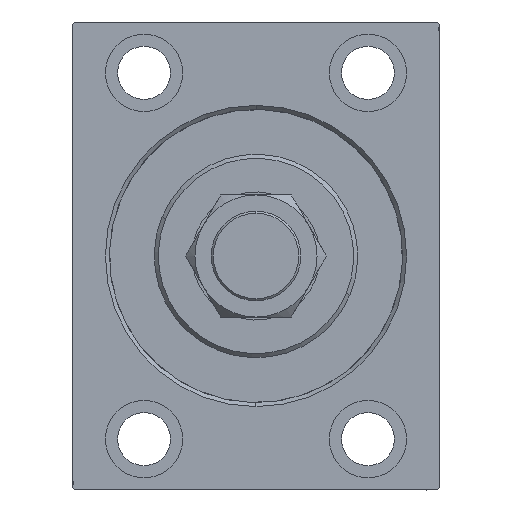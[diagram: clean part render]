
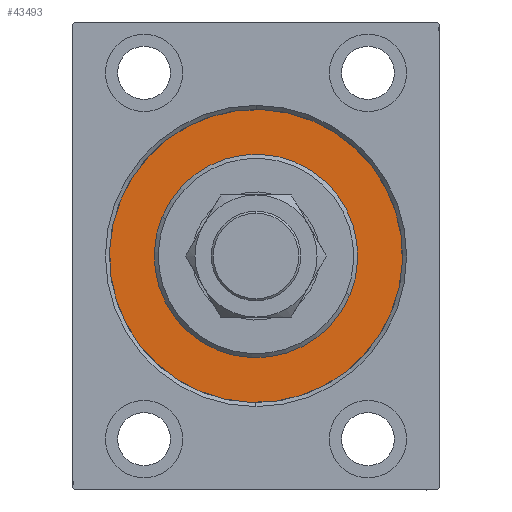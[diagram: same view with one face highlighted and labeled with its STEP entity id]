
A CAD part, left-side view. The second image highlights one B-rep face of the part: STEP entity #43493.
In plain terms, the highlighted face is planar.
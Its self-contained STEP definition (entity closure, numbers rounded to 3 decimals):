
#1616 = CIRCLE ( 'NONE', #20960, 25. ) ;
#1959 = EDGE_CURVE ( 'NONE', #14267, #14673, #6053, .T. ) ;
#2148 = EDGE_CURVE ( 'NONE', #30116, #17446, #1616, .T. ) ;
#4595 = EDGE_LOOP ( 'NONE', ( #7416, #20095 ) ) ;
#4723 = CARTESIAN_POINT ( 'NONE',  ( 0., 0., 0. ) ) ;
#5450 = CARTESIAN_POINT ( 'NONE',  ( 0., 0., 25. ) ) ;
#5655 = DIRECTION ( 'NONE',  ( 0., 0., -1. ) ) ;
#6053 = CIRCLE ( 'NONE', #44101, 36. ) ;
#6057 = CIRCLE ( 'NONE', #31429, 25. ) ;
#6141 = ORIENTED_EDGE ( 'NONE', *, *, #2148, .F. ) ;
#6225 = PLANE ( 'NONE',  #13648 ) ;
#6762 = CARTESIAN_POINT ( 'NONE',  ( 0., 0., -36. ) ) ;
#6909 = ORIENTED_EDGE ( 'NONE', *, *, #34750, .F. ) ;
#7018 = CARTESIAN_POINT ( 'NONE',  ( 0., 0., 0. ) ) ;
#7416 = ORIENTED_EDGE ( 'NONE', *, *, #18661, .F. ) ;
#9397 = CARTESIAN_POINT ( 'NONE',  ( 0., 0., 36. ) ) ;
#12347 = CIRCLE ( 'NONE', #42179, 36. ) ;
#13219 = FACE_BOUND ( 'NONE', #34601, .T. ) ;
#13648 = AXIS2_PLACEMENT_3D ( 'NONE', #20005, #34720, #33811 ) ;
#14267 = VERTEX_POINT ( 'NONE', #9397 ) ;
#14673 = VERTEX_POINT ( 'NONE', #6762 ) ;
#16109 = CARTESIAN_POINT ( 'NONE',  ( 0., 0., 0. ) ) ;
#16483 = FACE_OUTER_BOUND ( 'NONE', #4595, .T. ) ;
#17446 = VERTEX_POINT ( 'NONE', #41144 ) ;
#18661 = EDGE_CURVE ( 'NONE', #14673, #14267, #12347, .T. ) ;
#18959 = DIRECTION ( 'NONE',  ( -1., 0., 0. ) ) ;
#20005 = CARTESIAN_POINT ( 'NONE',  ( 0., 0., 0. ) ) ;
#20095 = ORIENTED_EDGE ( 'NONE', *, *, #1959, .F. ) ;
#20960 = AXIS2_PLACEMENT_3D ( 'NONE', #7018, #28953, #32458 ) ;
#23187 = DIRECTION ( 'NONE',  ( 1., 0., 0. ) ) ;
#28953 = DIRECTION ( 'NONE',  ( 1., 0., 0. ) ) ;
#30116 = VERTEX_POINT ( 'NONE', #5450 ) ;
#30375 = DIRECTION ( 'NONE',  ( -1., 0., 0. ) ) ;
#31429 = AXIS2_PLACEMENT_3D ( 'NONE', #45103, #23187, #5655 ) ;
#32458 = DIRECTION ( 'NONE',  ( 0., 0., -1. ) ) ;
#32740 = DIRECTION ( 'NONE',  ( 0., 0., 1. ) ) ;
#33811 = DIRECTION ( 'NONE',  ( 0., 0., 1. ) ) ;
#34096 = DIRECTION ( 'NONE',  ( 0., 0., 1. ) ) ;
#34601 = EDGE_LOOP ( 'NONE', ( #6141, #6909 ) ) ;
#34720 = DIRECTION ( 'NONE',  ( -1., 0., 0. ) ) ;
#34750 = EDGE_CURVE ( 'NONE', #17446, #30116, #6057, .T. ) ;
#41144 = CARTESIAN_POINT ( 'NONE',  ( 0., 0., -25. ) ) ;
#42179 = AXIS2_PLACEMENT_3D ( 'NONE', #16109, #30375, #34096 ) ;
#43493 = ADVANCED_FACE ( 'NONE', ( #13219, #16483 ), #6225, .F. ) ;
#44101 = AXIS2_PLACEMENT_3D ( 'NONE', #4723, #18959, #32740 ) ;
#45103 = CARTESIAN_POINT ( 'NONE',  ( 0., 0., 0. ) ) ;
